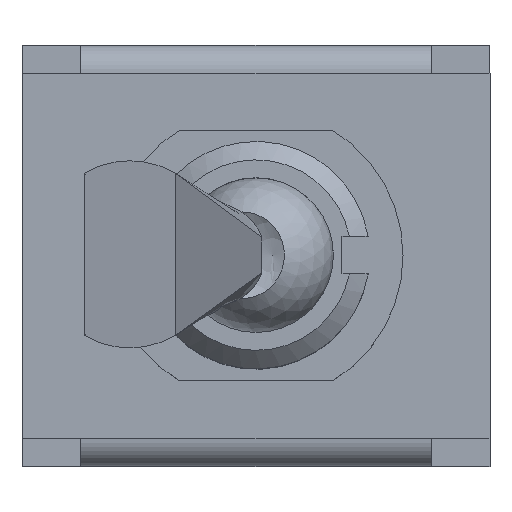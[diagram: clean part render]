
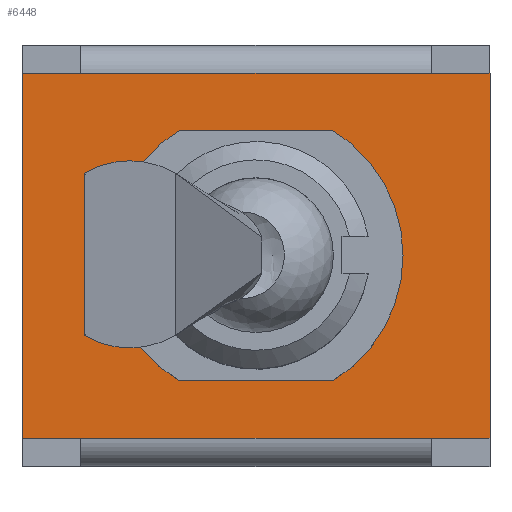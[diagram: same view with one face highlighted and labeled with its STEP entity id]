
A CAD part, top view. The second image highlights one B-rep face of the part: STEP entity #6448.
In plain terms, the highlighted planar face has unit normal (0, 0, 1).
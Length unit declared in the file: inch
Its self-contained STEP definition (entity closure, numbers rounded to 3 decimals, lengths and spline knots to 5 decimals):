
#36=FACE_BOUND('',#959,.T.);
#221=PLANE('',#6999);
#579=FACE_OUTER_BOUND('',#958,.T.);
#958=EDGE_LOOP('',(#5438,#5439,#5440,#5441,#5442,#5443,#5444,#5445));
#959=EDGE_LOOP('',(#5446,#5447,#5448,#5449));
#1189=CIRCLE('',#6904,0.15709);
#1195=CIRCLE('',#6916,0.15709);
#1514=LINE('',#9839,#2262);
#1518=LINE('',#9848,#2266);
#1687=LINE('',#10247,#2435);
#1691=LINE('',#10254,#2439);
#1693=LINE('',#10257,#2441);
#1697=LINE('',#10266,#2445);
#1699=LINE('',#10271,#2447);
#1701=LINE('',#10274,#2449);
#1704=LINE('',#10283,#2452);
#1705=LINE('',#10286,#2453);
#2262=VECTOR('',#8038,0.3937);
#2266=VECTOR('',#8044,0.3937);
#2435=VECTOR('',#8385,0.3937);
#2439=VECTOR('',#8391,0.3937);
#2441=VECTOR('',#8395,0.3937);
#2445=VECTOR('',#8401,0.3937);
#2447=VECTOR('',#8405,0.3937);
#2449=VECTOR('',#8409,0.3937);
#2452=VECTOR('',#8422,0.3937);
#2453=VECTOR('',#8427,0.3937);
#3032=VERTEX_POINT('',#9837);
#3033=VERTEX_POINT('',#9838);
#3036=VERTEX_POINT('',#9846);
#3037=VERTEX_POINT('',#9847);
#3077=VERTEX_POINT('',#9957);
#3080=VERTEX_POINT('',#9964);
#3123=VERTEX_POINT('',#10089);
#3175=VERTEX_POINT('',#10245);
#3176=VERTEX_POINT('',#10250);
#3178=VERTEX_POINT('',#10259);
#3181=VERTEX_POINT('',#10264);
#3183=VERTEX_POINT('',#10269);
#3775=EDGE_CURVE('',#3032,#3033,#1514,.T.);
#3779=EDGE_CURVE('',#3036,#3037,#1518,.T.);
#3784=EDGE_CURVE('',#3033,#3036,#1189,.T.);
#3800=EDGE_CURVE('',#3037,#3032,#1195,.T.);
#3973=EDGE_CURVE('',#3080,#3175,#1687,.T.);
#3977=EDGE_CURVE('',#3123,#3176,#1691,.T.);
#3979=EDGE_CURVE('',#3175,#3176,#1693,.T.);
#3983=EDGE_CURVE('',#3181,#3178,#1697,.T.);
#3985=EDGE_CURVE('',#3077,#3183,#1699,.T.);
#3987=EDGE_CURVE('',#3183,#3178,#1701,.T.);
#3992=EDGE_CURVE('',#3080,#3181,#1704,.T.);
#3994=EDGE_CURVE('',#3123,#3077,#1705,.T.);
#5438=ORIENTED_EDGE('',*,*,#3994,.T.);
#5439=ORIENTED_EDGE('',*,*,#3985,.T.);
#5440=ORIENTED_EDGE('',*,*,#3987,.T.);
#5441=ORIENTED_EDGE('',*,*,#3983,.F.);
#5442=ORIENTED_EDGE('',*,*,#3992,.F.);
#5443=ORIENTED_EDGE('',*,*,#3973,.T.);
#5444=ORIENTED_EDGE('',*,*,#3979,.T.);
#5445=ORIENTED_EDGE('',*,*,#3977,.F.);
#5446=ORIENTED_EDGE('',*,*,#3779,.T.);
#5447=ORIENTED_EDGE('',*,*,#3800,.T.);
#5448=ORIENTED_EDGE('',*,*,#3775,.T.);
#5449=ORIENTED_EDGE('',*,*,#3784,.T.);
#6448=ADVANCED_FACE('',(#579,#36),#221,.T.);
#6904=AXIS2_PLACEMENT_3D('',#9856,#8052,#8053);
#6916=AXIS2_PLACEMENT_3D('',#9893,#8084,#8085);
#6999=AXIS2_PLACEMENT_3D('',#10285,#8425,#8426);
#8038=DIRECTION('',(1.,0.,0.));
#8044=DIRECTION('',(-1.,0.,0.));
#8052=DIRECTION('center_axis',(0.,0.,
-1.));
#8053=DIRECTION('ref_axis',(-1.,0.,0.));
#8084=DIRECTION('center_axis',(0.,0.,
-1.));
#8085=DIRECTION('ref_axis',(-1.,0.,0.));
#8385=DIRECTION('',(-1.,0.,0.));
#8391=DIRECTION('',(-1.,0.,0.));
#8395=DIRECTION('',(0.,-1.,0.));
#8401=DIRECTION('',(1.,0.,0.));
#8405=DIRECTION('',(1.,0.,0.));
#8409=DIRECTION('',(0.,1.,0.));
#8422=DIRECTION('',(1.,0.,0.));
#8425=DIRECTION('center_axis',(0.,0.,
1.));
#8426=DIRECTION('ref_axis',(1.,0.,0.));
#8427=DIRECTION('',(1.,0.,0.));
#9837=CARTESIAN_POINT('',(-0.08221,0.13386,0.35));
#9838=CARTESIAN_POINT('',(0.08221,0.13386,0.35));
#9839=CARTESIAN_POINT('',(0.0411,0.13386,0.35));
#9846=CARTESIAN_POINT('',(0.08221,-0.13386,0.35));
#9847=CARTESIAN_POINT('',(-0.08221,-0.13386,0.35));
#9848=CARTESIAN_POINT('',(-0.0411,-0.13386,0.35));
#9856=CARTESIAN_POINT('Origin',(0.,0.,
0.35));
#9893=CARTESIAN_POINT('Origin',(0.,0.,
0.35));
#9957=CARTESIAN_POINT('',(0.18701,-0.19508,0.35));
#9964=CARTESIAN_POINT('',(-0.18701,0.19508,0.35));
#10089=CARTESIAN_POINT('',(-0.18701,-0.19508,0.35));
#10245=CARTESIAN_POINT('',(-0.25,0.19508,0.35));
#10247=CARTESIAN_POINT('',(-0.18701,0.19508,0.35));
#10250=CARTESIAN_POINT('',(-0.25,-0.19508,0.35));
#10254=CARTESIAN_POINT('',(-0.18701,-0.19508,0.35));
#10257=CARTESIAN_POINT('',(-0.25,-0.19508,0.35));
#10259=CARTESIAN_POINT('',(0.25,0.19508,0.35));
#10264=CARTESIAN_POINT('',(0.18701,0.19508,0.35));
#10266=CARTESIAN_POINT('',(0.18701,0.19508,0.35));
#10269=CARTESIAN_POINT('',(0.25,-0.19508,0.35));
#10271=CARTESIAN_POINT('',(0.18701,-0.19508,0.35));
#10274=CARTESIAN_POINT('',(0.25,-0.19508,0.35));
#10283=CARTESIAN_POINT('',(0.,0.19508,0.35));
#10285=CARTESIAN_POINT('Origin',(0.,0.19508,
0.35));
#10286=CARTESIAN_POINT('',(0.,-0.19508,0.35));
